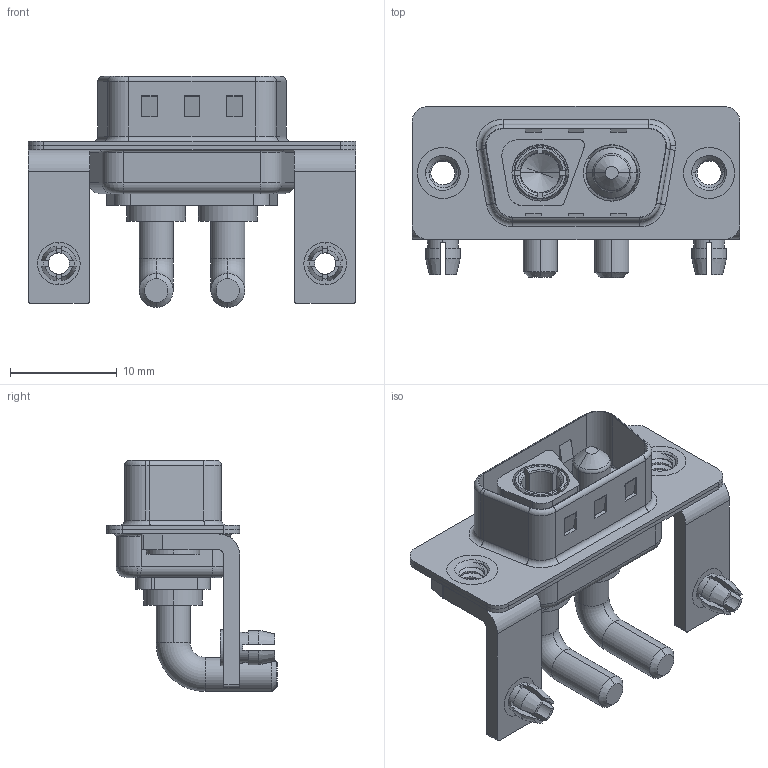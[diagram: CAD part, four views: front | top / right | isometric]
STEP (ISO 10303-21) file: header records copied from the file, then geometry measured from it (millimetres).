
FILE_DESCRIPTION (( 'STEP AP203' ), '1' );
FILE_NAME ('629-2WK2640-3T3.STEP', '2022-05-04T08:15:16', ( '' ), ( '' ), 'SwSTEP 2.0', 'SolidWorks 2020', '' );
FILE_SCHEMA (( 'CONFIG_CONTROL_DESIGN' ));
Length unit declared in the file: millimetre
Products named in the file (9): 629Combo Board Lock; 629Combo Housing_2WK2; Power Socket_30A RA; 629-2WK2640-3T3; 629Combo Shell Rear_09 Contacts; 629Combo Threaded Rivet_3; 629Combo Shell Front_09 Contacts; Power Pin_30A RA; 629Combo Stabilizer Bracket
Assembly tree (11 placements, depth 2):
  629-2WK2640-3T3
    629Combo Housing_2WK2
    629Combo Shell Rear_09 Contacts
    629Combo Shell Front_09 Contacts
    629Combo Threaded Rivet_3  x2
    629Combo Stabilizer Bracket  x2
    629Combo Board Lock  x2
    Power Socket_30A RA
    Power Pin_30A RA
Bounding box: 30.8 x 16.05 x 21.7 mm (x, y, z)
Volume: 2039.2 mm3; surface area: 4967.3 mm2
Topology: 13 solids, 13 shells, 567 faces, 1432 edges, 911 vertices
Faces by surface type: cylinder 230, plane 219, torus 60, cone 50, bspline 8
Entity records: 16708 total; most frequent: CARTESIAN_POINT 4180, DIRECTION 2539, ORIENTED_EDGE 2340, EDGE_CURVE 1170, AXIS2_PLACEMENT_3D 981, VERTEX_POINT 744, VECTOR 577, LINE 577
